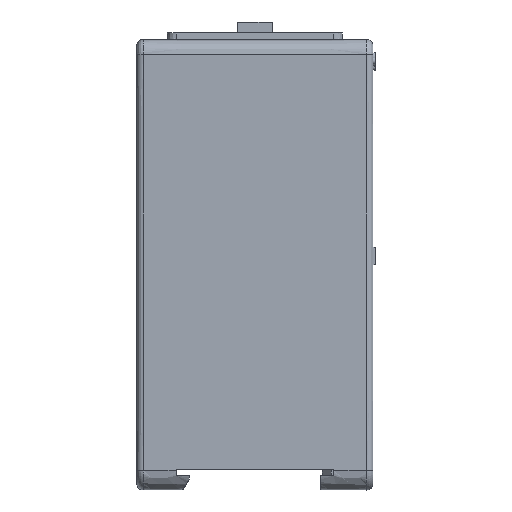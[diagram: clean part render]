
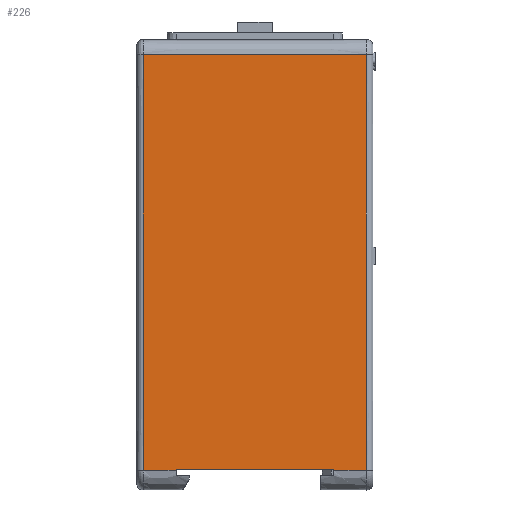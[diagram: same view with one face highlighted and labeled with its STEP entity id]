
A CAD part, left-side view. The second image highlights one B-rep face of the part: STEP entity #226.
In plain terms, the highlighted free-form (B-spline) face has degree [1, 1] with [2, 2] control points.
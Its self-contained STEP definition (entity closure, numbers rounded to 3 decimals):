
#226=ADVANCED_FACE($,(#492),#3384,.T.);
#492=FACE_OUTER_BOUND($,#753,.T.);
#753=EDGE_LOOP($,(#1272,#1273,#1274,#1275,#1276,#1277,#1278,#1279,#1280,
#1281));
#1272=ORIENTED_EDGE($,*,*,#2507,.T.);
#1273=ORIENTED_EDGE($,*,*,#2509,.T.);
#1274=ORIENTED_EDGE($,*,*,#2506,.T.);
#1275=ORIENTED_EDGE($,*,*,#2510,.T.);
#1276=ORIENTED_EDGE($,*,*,#2508,.T.);
#1277=ORIENTED_EDGE($,*,*,#2556,.T.);
#1278=ORIENTED_EDGE($,*,*,#2350,.F.);
#1279=ORIENTED_EDGE($,*,*,#2351,.T.);
#1280=ORIENTED_EDGE($,*,*,#2409,.F.);
#1281=ORIENTED_EDGE($,*,*,#2406,.T.);
#2350=EDGE_CURVE($,#2966,#2967,#9335,.T.);
#2351=EDGE_CURVE($,#2966,#2996,#9336,.T.);
#2406=EDGE_CURVE($,#3001,#3057,#9382,.T.);
#2409=EDGE_CURVE($,#3001,#2996,#9385,.T.);
#2506=EDGE_CURVE($,#3068,#3069,#9465,.T.);
#2507=EDGE_CURVE($,#3057,#3070,#9466,.T.);
#2508=EDGE_CURVE($,#3071,#3060,#9467,.T.);
#2509=EDGE_CURVE($,#3070,#3068,#9468,.T.);
#2510=EDGE_CURVE($,#3069,#3071,#9469,.T.);
#2556=EDGE_CURVE($,#3060,#2967,#9515,.T.);
#2966=VERTEX_POINT($,#7403);
#2967=VERTEX_POINT($,#7404);
#2996=VERTEX_POINT($,#7433);
#3001=VERTEX_POINT($,#7438);
#3057=VERTEX_POINT($,#7494);
#3060=VERTEX_POINT($,#7497);
#3068=VERTEX_POINT($,#7505);
#3069=VERTEX_POINT($,#7506);
#3070=VERTEX_POINT($,#7507);
#3071=VERTEX_POINT($,#7508);
#3384=B_SPLINE_SURFACE_WITH_KNOTS($,1,1,((#6527,#6528),(#6529,#6530)),.UNSPECIFIED.,
.F.,.F.,.F.,(2,2),(2,2),(4.5,99.5),(1.5,52.5),
.UNSPECIFIED.);
#4356=CARTESIAN_POINT($,(0.,1.5,99.5));
#4357=CARTESIAN_POINT($,(0.,1.5,67.833));
#4358=CARTESIAN_POINT($,(0.,1.5,36.167));
#4359=CARTESIAN_POINT($,(0.,1.5,4.5));
#4360=CARTESIAN_POINT($,(0.,1.5,99.5));
#4361=CARTESIAN_POINT($,(0.,18.5,99.5));
#4362=CARTESIAN_POINT($,(0.,35.5,99.5));
#4363=CARTESIAN_POINT($,(0.,52.5,99.5));
#4810=CARTESIAN_POINT($,(0.,52.5,4.5));
#4811=CARTESIAN_POINT($,(0.,50.,4.5));
#4812=CARTESIAN_POINT($,(0.,47.5,4.5));
#4813=CARTESIAN_POINT($,(0.,45.,4.5));
#4829=CARTESIAN_POINT($,(0.,52.5,4.5));
#4830=CARTESIAN_POINT($,(0.,52.5,36.167));
#4831=CARTESIAN_POINT($,(0.,52.5,67.833));
#4832=CARTESIAN_POINT($,(0.,52.5,99.5));
#5318=CARTESIAN_POINT($,(0.,42.,4.75));
#5319=CARTESIAN_POINT($,(0.,32.,4.75));
#5320=CARTESIAN_POINT($,(0.,22.,4.75));
#5321=CARTESIAN_POINT($,(0.,12.,4.75));
#5322=CARTESIAN_POINT($,(0.,45.,4.5));
#5323=CARTESIAN_POINT($,(0.,45.,4.583));
#5324=CARTESIAN_POINT($,(0.,45.,4.667));
#5325=CARTESIAN_POINT($,(0.,45.,4.75));
#5326=CARTESIAN_POINT($,(0.,9.,4.75));
#5327=CARTESIAN_POINT($,(0.,9.,4.667));
#5328=CARTESIAN_POINT($,(0.,9.,4.583));
#5329=CARTESIAN_POINT($,(0.,9.,4.5));
#5330=CARTESIAN_POINT($,(0.,45.,4.75));
#5331=CARTESIAN_POINT($,(0.,44.,4.75));
#5332=CARTESIAN_POINT($,(0.,43.,4.75));
#5333=CARTESIAN_POINT($,(0.,42.,4.75));
#5334=CARTESIAN_POINT($,(0.,12.,4.75));
#5335=CARTESIAN_POINT($,(0.,11.,4.75));
#5336=CARTESIAN_POINT($,(0.,10.,4.75));
#5337=CARTESIAN_POINT($,(0.,9.,4.75));
#5518=CARTESIAN_POINT($,(0.,9.,4.5));
#5519=CARTESIAN_POINT($,(0.,6.5,4.5));
#5520=CARTESIAN_POINT($,(0.,4.,4.5));
#5521=CARTESIAN_POINT($,(0.,1.5,4.5));
#6527=CARTESIAN_POINT($,(0.,1.5,4.5));
#6528=CARTESIAN_POINT($,(0.,52.5,4.5));
#6529=CARTESIAN_POINT($,(0.,1.5,99.5));
#6530=CARTESIAN_POINT($,(0.,52.5,99.5));
#7403=CARTESIAN_POINT($,(0.,1.5,99.5));
#7404=CARTESIAN_POINT($,(0.,1.5,4.5));
#7433=CARTESIAN_POINT($,(0.,52.5,99.5));
#7438=CARTESIAN_POINT($,(0.,52.5,4.5));
#7494=CARTESIAN_POINT($,(0.,45.,4.5));
#7497=CARTESIAN_POINT($,(0.,9.,4.5));
#7505=CARTESIAN_POINT($,(0.,42.,4.75));
#7506=CARTESIAN_POINT($,(0.,12.,4.75));
#7507=CARTESIAN_POINT($,(0.,45.,4.75));
#7508=CARTESIAN_POINT($,(0.,9.,4.75));
#9335=B_SPLINE_CURVE_WITH_KNOTS($,3,(#4356,#4357,#4358,#4359),.UNSPECIFIED.,
.F.,.F.,(4,4),(-99.5,-4.5),.UNSPECIFIED.);
#9336=B_SPLINE_CURVE_WITH_KNOTS($,3,(#4360,#4361,#4362,#4363),.UNSPECIFIED.,
.F.,.F.,(4,4),(-52.5,-1.5),.UNSPECIFIED.);
#9382=B_SPLINE_CURVE_WITH_KNOTS($,3,(#4810,#4811,#4812,#4813),.UNSPECIFIED.,
.F.,.F.,(4,4),(-52.5,-45.),.UNSPECIFIED.);
#9385=B_SPLINE_CURVE_WITH_KNOTS($,3,(#4829,#4830,#4831,#4832),.UNSPECIFIED.,
.F.,.F.,(4,4),(-98.5,-3.5),.UNSPECIFIED.);
#9465=B_SPLINE_CURVE_WITH_KNOTS($,3,(#5318,#5319,#5320,#5321),.UNSPECIFIED.,
.F.,.F.,(4,4),(-30.,0.),.UNSPECIFIED.);
#9466=B_SPLINE_CURVE_WITH_KNOTS($,3,(#5322,#5323,#5324,#5325),.UNSPECIFIED.,
.F.,.F.,(4,4),(-0.25,0.),.UNSPECIFIED.);
#9467=B_SPLINE_CURVE_WITH_KNOTS($,3,(#5326,#5327,#5328,#5329),.UNSPECIFIED.,
.F.,.F.,(4,4),(-1.5,-1.25),.UNSPECIFIED.);
#9468=B_SPLINE_CURVE_WITH_KNOTS($,3,(#5330,#5331,#5332,#5333),.UNSPECIFIED.,
.F.,.F.,(4,4),(-36.,-33.),.UNSPECIFIED.);
#9469=B_SPLINE_CURVE_WITH_KNOTS($,3,(#5334,#5335,#5336,#5337),.UNSPECIFIED.,
.F.,.F.,(4,4),(-3.,0.),.UNSPECIFIED.);
#9515=B_SPLINE_CURVE_WITH_KNOTS($,3,(#5518,#5519,#5520,#5521),.UNSPECIFIED.,
.F.,.F.,(4,4),(-9.,-1.5),.UNSPECIFIED.);
